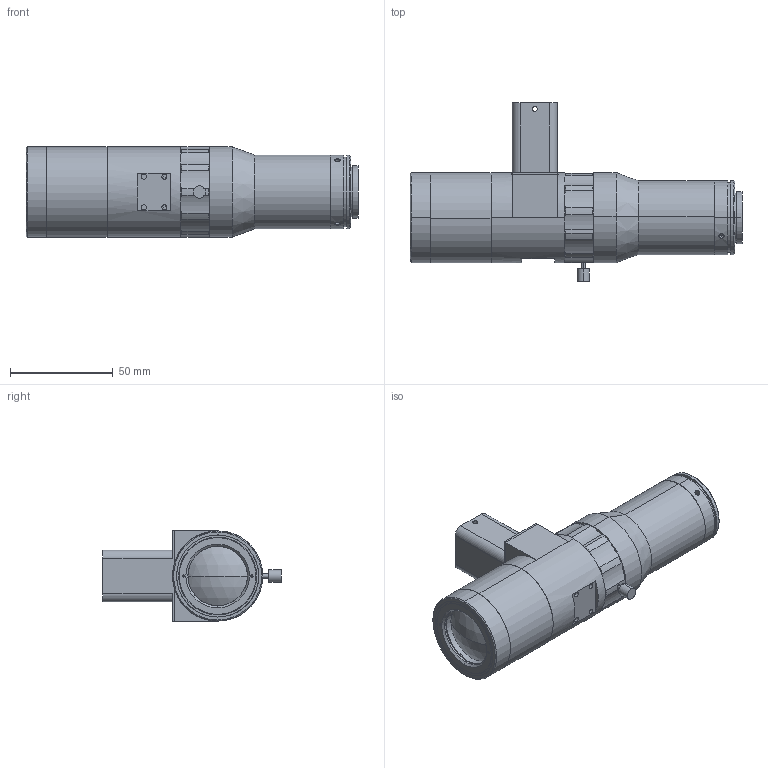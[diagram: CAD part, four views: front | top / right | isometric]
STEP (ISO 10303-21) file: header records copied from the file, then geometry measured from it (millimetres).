
FILE_DESCRIPTION (( 'STEP AP203' ), '1' );
FILE_NAME ('XF-10MDT3X65D-1C-VI.STEP', '2017-06-22T09:46:09', ( 'wanglei' ), ( '' ), 'SwSTEP 2.0', 'SolidWorks 2014', '' );
FILE_SCHEMA (( 'CONFIG_CONTROL_DESIGN' ));
Length unit declared in the file: millimetre
Products named in the file (1): XF-10MDT3X65D-1C-VI
Bounding box: 161.9 x 87 x 44 mm (x, y, z)
Surface area: 35494.3 mm2 (no closed solid volume)
Topology: 0 solids, 17 shells, 187 faces, 520 edges, 349 vertices
Faces by surface type: cylinder 110, plane 43, cone 32, sphere 2
Entity records: 6469 total; most frequent: CARTESIAN_POINT 1521, DIRECTION 1108, ORIENTED_EDGE 882, EDGE_CURVE 520, AXIS2_PLACEMENT_3D 462, VERTEX_POINT 349, CIRCLE 274, EDGE_LOOP 226
